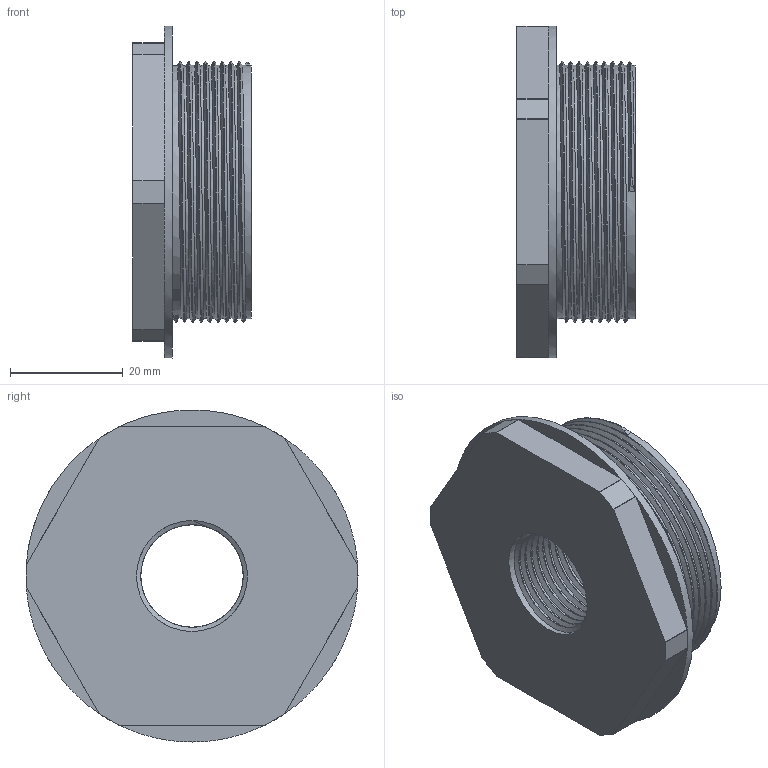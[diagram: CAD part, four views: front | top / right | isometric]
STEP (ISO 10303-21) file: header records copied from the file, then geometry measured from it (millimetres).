
FILE_DESCRIPTION(/* description */ ('Reduzierung sechskant PG 36/PG 16'),/* implementation_level */ '2;1');
FILE_NAME(/* name */ '11083616-RST.stp',/* time_stamp */ '2020-05-04T09:22:51+02:00',/* author */ ('sl'),/* organization */ (''),/* preprocessor_version */ 'ST-DEVELOPER v16.5',/* originating_system */ 'Autodesk Inventor 2017',/* authorisation */ '');
FILE_SCHEMA (('AUTOMOTIVE_DESIGN { 1 0 10303 214 3 1 1 }'));
Length unit declared in the file: millimetre
Products named in the file (1): 11083616
Bounding box: 21 x 59 x 59 mm (x, y, z)
Volume: 20915.3 mm3; surface area: 13557.4 mm2
Topology: 1 solids, 1 shells, 64 faces, 174 edges, 116 vertices
Faces by surface type: cylinder 39, plane 20, bspline 4, torus 1
Full cylindrical faces by diameter (mm): 19.728 x9, 26.28 x1, 40.3 x1, 44.998 x9, 59 x1
Entity records: 4825 total; most frequent: CARTESIAN_POINT 3699, ORIENTED_EDGE 224, DIRECTION 216, EDGE_CURVE 112, AXIS2_PLACEMENT_3D 80, VERTEX_POINT 78, EDGE_LOOP 60, LINE 56
